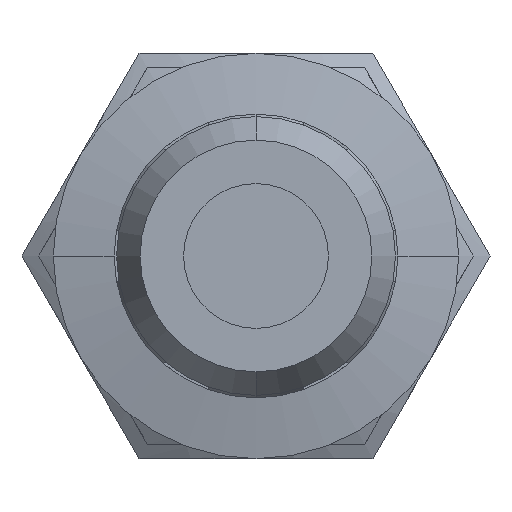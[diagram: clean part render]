
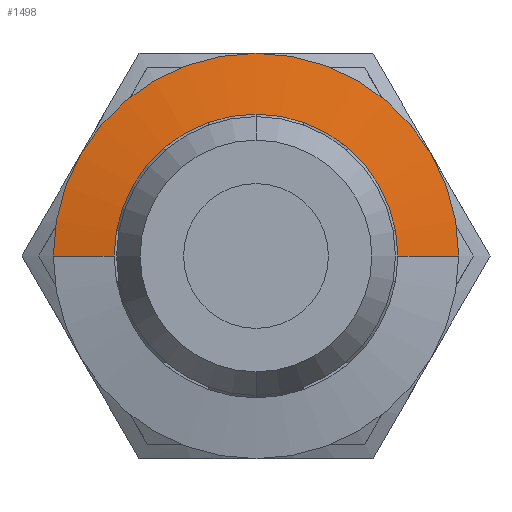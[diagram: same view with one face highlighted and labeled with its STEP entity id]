
A CAD part, front view. The second image highlights one B-rep face of the part: STEP entity #1498.
In plain terms, the highlighted conical face has half-angle 79.216 degrees and reference radius 4.9 mm.
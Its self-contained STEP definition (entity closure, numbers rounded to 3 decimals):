
#656 = EDGE_LOOP ( 'NONE', ( #2587, #2568, #2567, #2570 ) ) ;
#764 = FACE_OUTER_BOUND ( 'NONE', #656, .T. ) ;
#772 = CONICAL_SURFACE ( 'NONE', #1012, 4.9, 1.383 ) ;
#1012 = AXIS2_PLACEMENT_3D ( 'NONE', #2247, #2234, #2255 ) ;
#1498 = ADVANCED_FACE ( 'NONE', ( #764 ), #772, .T. ) ;
#1860 = CARTESIAN_POINT ( 'NONE',  ( 4.9, 4.4, 0. ) ) ;
#1861 = CARTESIAN_POINT ( 'NONE',  ( -7., 4.8, 0. ) ) ;
#1863 = CARTESIAN_POINT ( 'NONE',  ( 7., 4.8, 0. ) ) ;
#1874 = CARTESIAN_POINT ( 'NONE',  ( -4.9, 4.4, 0. ) ) ;
#2234 = DIRECTION ( 'NONE',  ( 0., 1., 0. ) ) ;
#2247 = CARTESIAN_POINT ( 'NONE',  ( 0., 4.4, 0. ) ) ;
#2255 = DIRECTION ( 'NONE',  ( -1., 0., 0. ) ) ;
#2567 = ORIENTED_EDGE ( 'NONE', *, *, #2851, .T. ) ;
#2568 = ORIENTED_EDGE ( 'NONE', *, *, #2856, .T. ) ;
#2570 = ORIENTED_EDGE ( 'NONE', *, *, #2857, .F. ) ;
#2587 = ORIENTED_EDGE ( 'NONE', *, *, #2855, .F. ) ;
#2604 = VERTEX_POINT ( 'NONE', #1860 ) ;
#2606 = VERTEX_POINT ( 'NONE', #1861 ) ;
#2610 = VERTEX_POINT ( 'NONE', #1863 ) ;
#2612 = VERTEX_POINT ( 'NONE', #1874 ) ;
#2851 = EDGE_CURVE ( 'NONE', #2610, #2606, #3457, .T. ) ;
#2855 = EDGE_CURVE ( 'NONE', #2604, #2612, #3464, .T. ) ;
#2856 = EDGE_CURVE ( 'NONE', #2604, #2610, #3466, .T. ) ;
#2857 = EDGE_CURVE ( 'NONE', #2612, #2606, #3467, .T. ) ;
#3457 = CIRCLE ( 'NONE', #4667, 7. ) ;
#3464 = CIRCLE ( 'NONE', #4669, 4.9 ) ;
#3466 = LINE ( 'NONE', #3653, #3468 ) ;
#3467 = LINE ( 'NONE', #3662, #3470 ) ;
#3468 = VECTOR ( 'NONE', #3654, 1000. ) ;
#3470 = VECTOR ( 'NONE', #3663, 1000. ) ;
#3649 = CARTESIAN_POINT ( 'NONE',  ( 0., 4.8, 0. ) ) ;
#3650 = DIRECTION ( 'NONE',  ( 0., -1., 0. ) ) ;
#3651 = DIRECTION ( 'NONE',  ( 1., 0., 0. ) ) ;
#3653 = CARTESIAN_POINT ( 'NONE',  ( 4.9, 4.4, 0. ) ) ;
#3654 = DIRECTION ( 'NONE',  ( 0.982, 0.187, 0. ) ) ;
#3659 = CARTESIAN_POINT ( 'NONE',  ( 0., 4.4, 0. ) ) ;
#3660 = DIRECTION ( 'NONE',  ( 0., -1., 0. ) ) ;
#3661 = DIRECTION ( 'NONE',  ( 1., 0., 0. ) ) ;
#3662 = CARTESIAN_POINT ( 'NONE',  ( -4.9, 4.4, 0. ) ) ;
#3663 = DIRECTION ( 'NONE',  ( -0.982, 0.187, 0. ) ) ;
#4667 = AXIS2_PLACEMENT_3D ( 'NONE', #3649, #3650, #3651 ) ;
#4669 = AXIS2_PLACEMENT_3D ( 'NONE', #3659, #3660, #3661 ) ;
